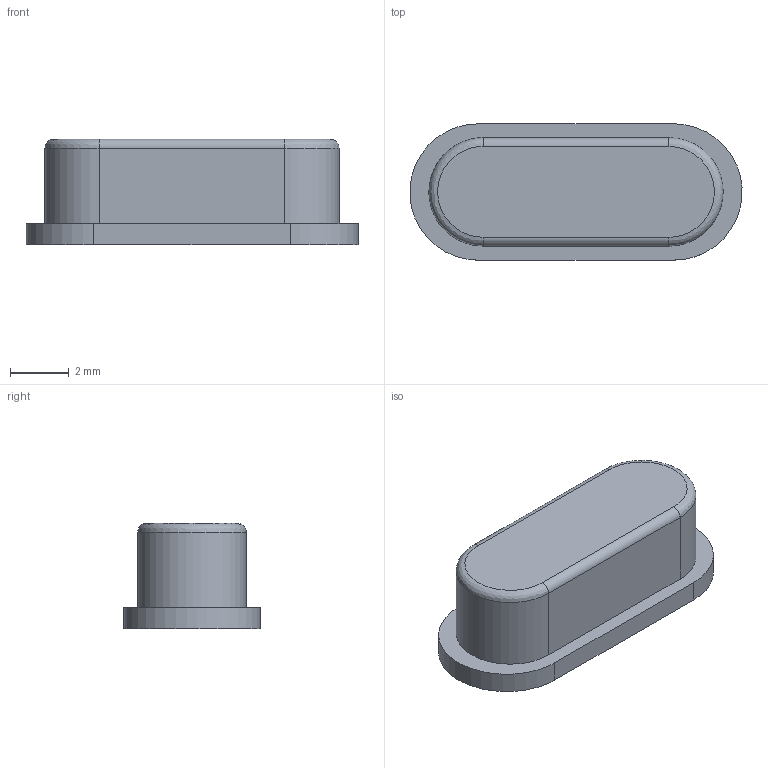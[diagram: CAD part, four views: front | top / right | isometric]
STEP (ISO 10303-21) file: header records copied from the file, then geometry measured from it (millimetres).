
FILE_DESCRIPTION(/* description */ (''),/* implementation_level */ '2;1');
FILE_NAME(/* name */ 'quartz',/* time_stamp */ '2015-11-13T13:10:59+01:00',/* author */ (''),/* organization */ (''),/* preprocessor_version */ 'ST-DEVELOPER v15',/* originating_system */ '',/* authorisation */ '');
FILE_SCHEMA (('AUTOMOTIVE_DESIGN'));
Length unit declared in the file: centimetre
Products named in the file (1): Document
Bounding box: 11.34 x 4.65 x 3.6 mm (x, y, z)
Surface area: 183.4 mm2 (no closed solid volume)
Topology: 0 solids, 15 shells, 15 faces, 68 edges, 68 vertices
Faces by surface type: bspline 8, plane 7
Entity records: 1063 total; most frequent: CARTESIAN_POINT 563, ORIENTED_EDGE 68, EDGE_CURVE 68, VERTEX_POINT 68, B_SPLINE_CURVE_WITH_KNOTS 36, EDGE_LOOP 18, COLOUR_RGB 15, FILL_AREA_STYLE_COLOUR 15
